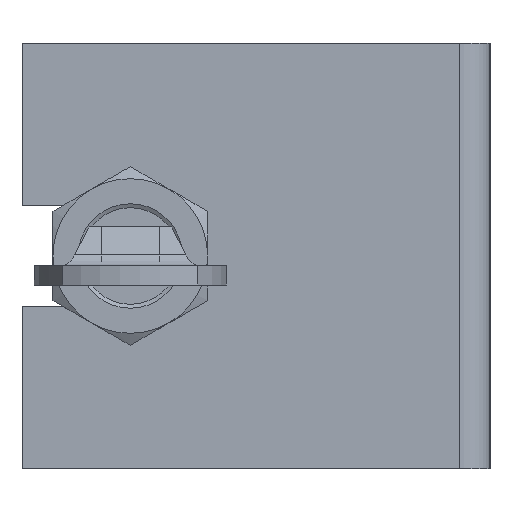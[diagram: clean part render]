
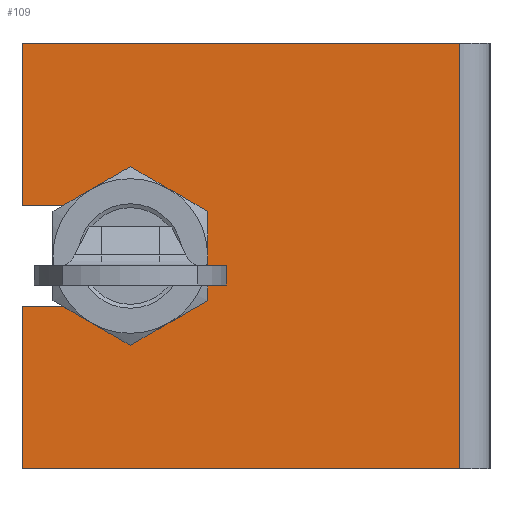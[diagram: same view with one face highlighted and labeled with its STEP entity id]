
A CAD part, left-side view. The second image highlights one B-rep face of the part: STEP entity #109.
In plain terms, the highlighted face is planar.
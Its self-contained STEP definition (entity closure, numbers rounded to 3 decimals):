
#88 = VERTEX_POINT ( 'NONE', #2640 ) ;
#101 = VECTOR ( 'NONE', #2711, 1000. ) ;
#109 = ADVANCED_FACE ( 'NONE', ( #916 ), #2679, .F. ) ;
#110 = LINE ( 'NONE', #540, #559 ) ;
#250 = ORIENTED_EDGE ( 'NONE', *, *, #2533, .T. ) ;
#265 = CARTESIAN_POINT ( 'NONE',  ( 11., -17., -1.6 ) ) ;
#383 = ORIENTED_EDGE ( 'NONE', *, *, #705, .T. ) ;
#540 = CARTESIAN_POINT ( 'NONE',  ( 11., 5.6, -1.6 ) ) ;
#559 = VECTOR ( 'NONE', #1643, 1000. ) ;
#562 = VECTOR ( 'NONE', #2921, 1000. ) ;
#571 = CARTESIAN_POINT ( 'NONE',  ( -11., 5.6, -1.6 ) ) ;
#579 = AXIS2_PLACEMENT_3D ( 'NONE', #2179, #2450, #1321 ) ;
#692 = CARTESIAN_POINT ( 'NONE',  ( -2.6, 0., -1.6 ) ) ;
#705 = EDGE_CURVE ( 'NONE', #1888, #3016, #2603, .T. ) ;
#717 = CARTESIAN_POINT ( 'NONE',  ( -2.6, 0., -1.6 ) ) ;
#805 = EDGE_CURVE ( 'NONE', #2650, #1500, #2867, .T. ) ;
#835 = CARTESIAN_POINT ( 'NONE',  ( -2.6, 5.6, -1.6 ) ) ;
#909 = CARTESIAN_POINT ( 'NONE',  ( 11., 5.6, -1.6 ) ) ;
#916 = FACE_OUTER_BOUND ( 'NONE', #2359, .T. ) ;
#1038 = CARTESIAN_POINT ( 'NONE',  ( 11., 5.6, -1.6 ) ) ;
#1073 = LINE ( 'NONE', #2467, #2463 ) ;
#1190 = ORIENTED_EDGE ( 'NONE', *, *, #3525, .F. ) ;
#1254 = DIRECTION ( 'NONE',  ( 0., 0., 1. ) ) ;
#1277 = VERTEX_POINT ( 'NONE', #571 ) ;
#1282 = DIRECTION ( 'NONE',  ( 0., -1., 0. ) ) ;
#1321 = DIRECTION ( 'NONE',  ( 1., 0., 0. ) ) ;
#1389 = VECTOR ( 'NONE', #1575, 1000. ) ;
#1465 = CIRCLE ( 'NONE', #579, 2.6 ) ;
#1500 = VERTEX_POINT ( 'NONE', #2117 ) ;
#1534 = ORIENTED_EDGE ( 'NONE', *, *, #2842, .T. ) ;
#1575 = DIRECTION ( 'NONE',  ( -1., 0., 0. ) ) ;
#1643 = DIRECTION ( 'NONE',  ( -1., 0., 0. ) ) ;
#1715 = ORIENTED_EDGE ( 'NONE', *, *, #2584, .F. ) ;
#1758 = CARTESIAN_POINT ( 'NONE',  ( 2.6, 5.6, -1.6 ) ) ;
#1765 = ORIENTED_EDGE ( 'NONE', *, *, #3206, .T. ) ;
#1773 = LINE ( 'NONE', #1758, #2638 ) ;
#1848 = ORIENTED_EDGE ( 'NONE', *, *, #805, .T. ) ;
#1872 = VERTEX_POINT ( 'NONE', #1942 ) ;
#1878 = EDGE_CURVE ( 'NONE', #1888, #1277, #110, .T. ) ;
#1888 = VERTEX_POINT ( 'NONE', #835 ) ;
#1942 = CARTESIAN_POINT ( 'NONE',  ( 2.6, 0., -1.6 ) ) ;
#1986 = DIRECTION ( 'NONE',  ( 0., 1., 0. ) ) ;
#2117 = CARTESIAN_POINT ( 'NONE',  ( -11., -17., -1.6 ) ) ;
#2154 = CARTESIAN_POINT ( 'NONE',  ( 2.6, 5.6, -1.6 ) ) ;
#2179 = CARTESIAN_POINT ( 'NONE',  ( 0., 0., -1.6 ) ) ;
#2211 = LINE ( 'NONE', #1038, #101 ) ;
#2286 = LINE ( 'NONE', #909, #2586 ) ;
#2345 = ORIENTED_EDGE ( 'NONE', *, *, #1878, .F. ) ;
#2359 = EDGE_LOOP ( 'NONE', ( #1715, #1848, #1765, #2345, #383, #250, #1534, #1190 ) ) ;
#2450 = DIRECTION ( 'NONE',  ( 0., 0., 1. ) ) ;
#2455 = DIRECTION ( 'NONE',  ( 0., 1., 0. ) ) ;
#2463 = VECTOR ( 'NONE', #2455, 1000. ) ;
#2467 = CARTESIAN_POINT ( 'NONE',  ( -11., 5.6, -1.6 ) ) ;
#2533 = EDGE_CURVE ( 'NONE', #3016, #1872, #1465, .T. ) ;
#2552 = VERTEX_POINT ( 'NONE', #2154 ) ;
#2584 = EDGE_CURVE ( 'NONE', #2650, #88, #2211, .T. ) ;
#2586 = VECTOR ( 'NONE', #2848, 1000. ) ;
#2603 = LINE ( 'NONE', #717, #562 ) ;
#2638 = VECTOR ( 'NONE', #1986, 1000. ) ;
#2640 = CARTESIAN_POINT ( 'NONE',  ( 11., 5.6, -1.6 ) ) ;
#2650 = VERTEX_POINT ( 'NONE', #265 ) ;
#2679 = PLANE ( 'NONE',  #3192 ) ;
#2711 = DIRECTION ( 'NONE',  ( 0., 1., 0. ) ) ;
#2842 = EDGE_CURVE ( 'NONE', #1872, #2552, #1773, .T. ) ;
#2848 = DIRECTION ( 'NONE',  ( -1., 0., 0. ) ) ;
#2867 = LINE ( 'NONE', #3493, #1389 ) ;
#2921 = DIRECTION ( 'NONE',  ( 0., -1., 0. ) ) ;
#3016 = VERTEX_POINT ( 'NONE', #692 ) ;
#3192 = AXIS2_PLACEMENT_3D ( 'NONE', #3202, #1254, #1282 ) ;
#3202 = CARTESIAN_POINT ( 'NONE',  ( 11., 5.6, -1.6 ) ) ;
#3206 = EDGE_CURVE ( 'NONE', #1500, #1277, #1073, .T. ) ;
#3493 = CARTESIAN_POINT ( 'NONE',  ( 11., -17., -1.6 ) ) ;
#3525 = EDGE_CURVE ( 'NONE', #88, #2552, #2286, .T. ) ;
